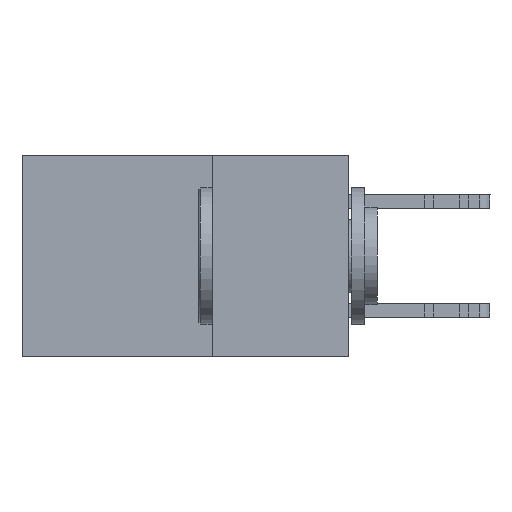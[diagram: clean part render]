
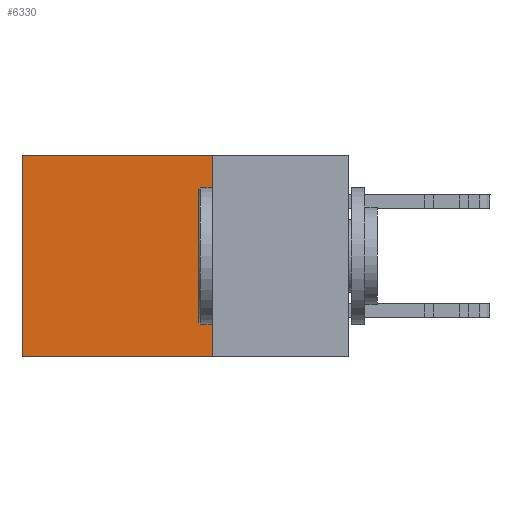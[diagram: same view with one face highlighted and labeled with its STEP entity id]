
A CAD part, left-side view. The second image highlights one B-rep face of the part: STEP entity #6330.
In plain terms, the highlighted planar face has unit normal (-1, 0, 0).
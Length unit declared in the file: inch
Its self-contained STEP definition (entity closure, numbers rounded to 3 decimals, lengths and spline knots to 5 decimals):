
#101 = CARTESIAN_POINT ( 'NONE',  ( 0.298, 0.25, -0.37 ) ) ;
#873 = CARTESIAN_POINT ( 'NONE',  ( 0.298, 0.6, 0. ) ) ;
#1459 = AXIS2_PLACEMENT_3D ( 'NONE', #24071, #1947, #2105 ) ;
#1504 = DIRECTION ( 'NONE',  ( 0., 1., 0. ) ) ;
#1829 = VERTEX_POINT ( 'NONE', #24474 ) ;
#1947 = DIRECTION ( 'NONE',  ( 1., 0., 0. ) ) ;
#2105 = DIRECTION ( 'NONE',  ( 0., 0., -1. ) ) ;
#2993 = EDGE_CURVE ( 'NONE', #1829, #22166, #24162, .T. ) ;
#3533 = ORIENTED_EDGE ( 'NONE', *, *, #2993, .F. ) ;
#4133 = VERTEX_POINT ( 'NONE', #12676 ) ;
#4377 = LINE ( 'NONE', #24249, #21701 ) ;
#6330 = ADVANCED_FACE ( 'NONE', ( #26630 ), #19054, .F. ) ;
#7698 = DIRECTION ( 'NONE',  ( 0., 0., -1. ) ) ;
#7845 = VECTOR ( 'NONE', #10612, 39.37008 ) ;
#8203 = CARTESIAN_POINT ( 'NONE',  ( 0.298, 0.25, 0. ) ) ;
#10365 = CARTESIAN_POINT ( 'NONE',  ( 0.298, 0.6, 0. ) ) ;
#10612 = DIRECTION ( 'NONE',  ( 0., 1., 0. ) ) ;
#11474 = EDGE_CURVE ( 'NONE', #22166, #4133, #4377, .T. ) ;
#12676 = CARTESIAN_POINT ( 'NONE',  ( 0.298, 0.6, -0.37 ) ) ;
#12783 = LINE ( 'NONE', #10365, #27146 ) ;
#14321 = EDGE_CURVE ( 'NONE', #24142, #4133, #12783, .T. ) ;
#19054 = PLANE ( 'NONE',  #1459 ) ;
#20129 = LINE ( 'NONE', #8203, #7845 ) ;
#21201 = ORIENTED_EDGE ( 'NONE', *, *, #11474, .F. ) ;
#21701 = VECTOR ( 'NONE', #1504, 39.37008 ) ;
#22166 = VERTEX_POINT ( 'NONE', #101 ) ;
#22794 = DIRECTION ( 'NONE',  ( 0., 0., -1. ) ) ;
#23049 = ORIENTED_EDGE ( 'NONE', *, *, #28453, .T. ) ;
#24071 = CARTESIAN_POINT ( 'NONE',  ( 0.298, 0.25, 0. ) ) ;
#24142 = VERTEX_POINT ( 'NONE', #873 ) ;
#24162 = LINE ( 'NONE', #24315, #29686 ) ;
#24249 = CARTESIAN_POINT ( 'NONE',  ( 0.298, 0.25, -0.37 ) ) ;
#24315 = CARTESIAN_POINT ( 'NONE',  ( 0.298, 0.25, 0. ) ) ;
#24474 = CARTESIAN_POINT ( 'NONE',  ( 0.298, 0.25, 0. ) ) ;
#26475 = EDGE_LOOP ( 'NONE', ( #28544, #21201, #3533, #23049 ) ) ;
#26630 = FACE_OUTER_BOUND ( 'NONE', #26475, .T. ) ;
#27146 = VECTOR ( 'NONE', #22794, 39.37008 ) ;
#28453 = EDGE_CURVE ( 'NONE', #1829, #24142, #20129, .T. ) ;
#28544 = ORIENTED_EDGE ( 'NONE', *, *, #14321, .T. ) ;
#29686 = VECTOR ( 'NONE', #7698, 39.37008 ) ;
